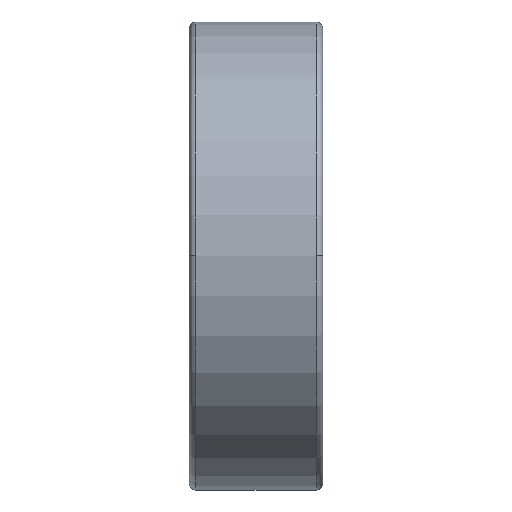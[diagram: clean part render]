
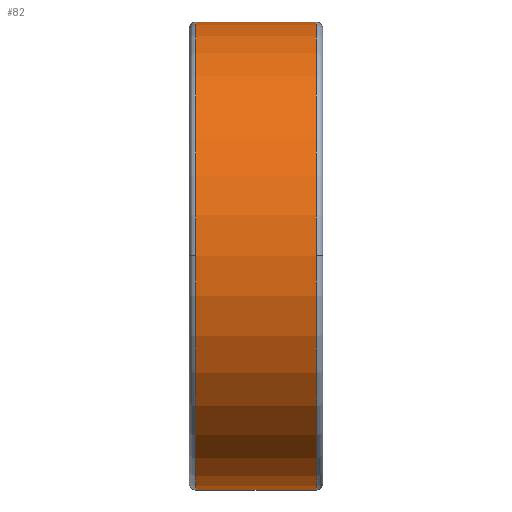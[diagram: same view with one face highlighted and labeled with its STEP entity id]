
A CAD part, top view. The second image highlights one B-rep face of the part: STEP entity #82.
In plain terms, the highlighted cylindrical face has radius 21 mm (diameter 42 mm), a partial arc.
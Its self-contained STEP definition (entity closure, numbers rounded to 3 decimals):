
#82=ADVANCED_FACE('',(#183),#184,.T.);
#183=FACE_OUTER_BOUND('',#391,.T.);
#184=CYLINDRICAL_SURFACE('',#392,21.0);
#391=EDGE_LOOP('',(#623,#624,#625,#626,#627,#628));
#392=AXIS2_PLACEMENT_3D('',#629,#630,#631);
#623=ORIENTED_EDGE('',*,*,#1333,.F.);
#624=ORIENTED_EDGE('',*,*,#1334,.T.);
#625=ORIENTED_EDGE('',*,*,#1335,.T.);
#626=ORIENTED_EDGE('',*,*,#1336,.F.);
#627=ORIENTED_EDGE('',*,*,#1337,.F.);
#628=ORIENTED_EDGE('',*,*,#1329,.F.);
#629=CARTESIAN_POINT('',(6.0,0.0,0.0));
#630=DIRECTION('',(1.0,0.0,0.0));
#631=DIRECTION('',(0.0,1.0,0.0));
#1329=EDGE_CURVE('',#1558,#1560,#1561,.T.);
#1333=EDGE_CURVE('',#1567,#1558,#1568,.T.);
#1334=EDGE_CURVE('',#1567,#1569,#1570,.T.);
#1335=EDGE_CURVE('',#1569,#1571,#1572,.T.);
#1336=EDGE_CURVE('',#1573,#1571,#1574,.T.);
#1337=EDGE_CURVE('',#1560,#1573,#1575,.T.);
#1558=VERTEX_POINT('',#1916);
#1560=VERTEX_POINT('',#1918);
#1561=CIRCLE('',#1919,21.0);
#1567=VERTEX_POINT('',#1925);
#1568=LINE('',#1926,#1927);
#1569=VERTEX_POINT('',#1928);
#1570=CIRCLE('',#1929,21.0);
#1571=VERTEX_POINT('',#1930);
#1572=CIRCLE('',#1931,21.0);
#1573=VERTEX_POINT('',#1932);
#1574=LINE('',#1933,#1934);
#1575=CIRCLE('',#1935,21.0);
#1916=CARTESIAN_POINT('',(11.4,21.0,0.0));
#1918=CARTESIAN_POINT('',(11.4,0.,21.0));
#1919=AXIS2_PLACEMENT_3D('',#2335,#2336,#2337);
#1925=CARTESIAN_POINT('',(0.6,21.0,0.0));
#1926=CARTESIAN_POINT('',(6.0,21.0,0.));
#1927=VECTOR('',#2347,1.0);
#1928=CARTESIAN_POINT('',(0.6,0.,21.0));
#1929=AXIS2_PLACEMENT_3D('',#2348,#2349,#2350);
#1930=CARTESIAN_POINT('',(0.6,-21.0,0.));
#1931=AXIS2_PLACEMENT_3D('',#2351,#2352,#2353);
#1932=CARTESIAN_POINT('',(11.4,-21.0,0.));
#1933=CARTESIAN_POINT('',(6.0,-21.0,0.));
#1934=VECTOR('',#2354,1.0);
#1935=AXIS2_PLACEMENT_3D('',#2355,#2356,#2357);
#2335=CARTESIAN_POINT('',(11.4,0.0,0.0));
#2336=DIRECTION('',(1.0,0.0,0.0));
#2337=DIRECTION('',(0.0,1.0,0.0));
#2347=DIRECTION('',(1.0,0.0,0.0));
#2348=CARTESIAN_POINT('',(0.6,0.0,0.0));
#2349=DIRECTION('',(1.0,0.0,0.0));
#2350=DIRECTION('',(0.0,1.0,0.0));
#2351=CARTESIAN_POINT('',(0.6,0.0,0.0));
#2352=DIRECTION('',(1.0,0.0,0.0));
#2353=DIRECTION('',(0.0,1.0,0.0));
#2354=DIRECTION('',(-1.0,-0.0,-0.0));
#2355=CARTESIAN_POINT('',(11.4,0.0,0.0));
#2356=DIRECTION('',(1.0,0.0,0.0));
#2357=DIRECTION('',(0.0,1.0,0.0));
